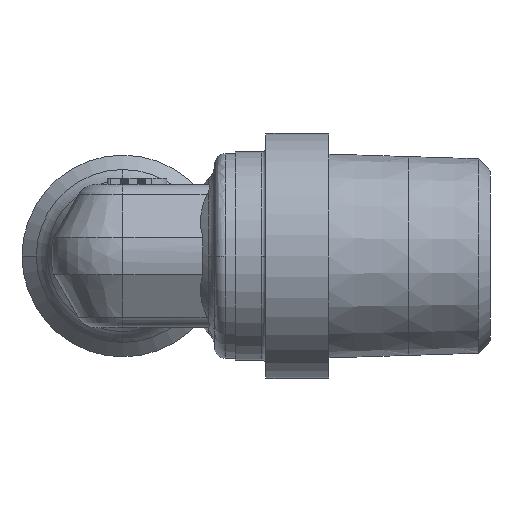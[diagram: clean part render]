
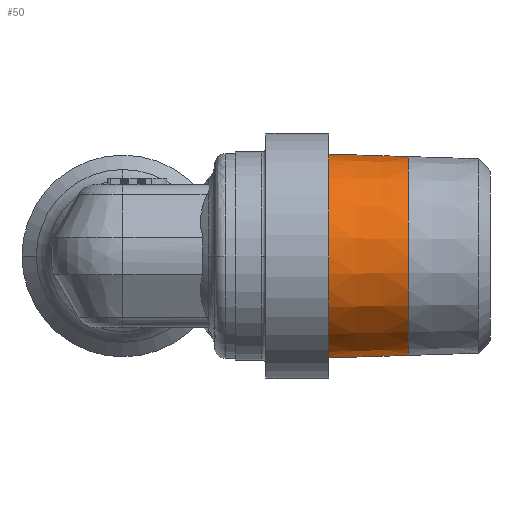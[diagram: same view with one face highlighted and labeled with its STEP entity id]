
A CAD part, left-side view. The second image highlights one B-rep face of the part: STEP entity #50.
In plain terms, the highlighted conical face has half-angle 1.79 degrees and reference radius 4.872 mm.
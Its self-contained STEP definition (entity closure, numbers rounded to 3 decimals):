
#50=ADVANCED_FACE('',(#189),#190,.T.);
#189=FACE_OUTER_BOUND('',#471,.T.);
#190=CONICAL_SURFACE('',#472,4.872,0.031);
#471=EDGE_LOOP('',(#774,#775,#776,#777));
#472=AXIS2_PLACEMENT_3D('',#778,#779,#780);
#774=ORIENTED_EDGE('',*,*,#1847,.F.);
#775=ORIENTED_EDGE('',*,*,#1848,.T.);
#776=ORIENTED_EDGE('',*,*,#1849,.F.);
#777=ORIENTED_EDGE('',*,*,#1850,.F.);
#778=CARTESIAN_POINT('',(0.0,-13.725,0.0));
#779=DIRECTION('',(-0.0,1.0,0.0));
#780=DIRECTION('',(0.,0.0,-1.0));
#1847=EDGE_CURVE('',#2204,#2205,#2206,.T.);
#1848=EDGE_CURVE('',#2204,#2207,#2208,.T.);
#1849=EDGE_CURVE('',#2209,#2207,#2210,.T.);
#1850=EDGE_CURVE('',#2205,#2209,#2211,.T.);
#2204=VERTEX_POINT('',#2800);
#2205=VERTEX_POINT('',#2801);
#2206=LINE('',#2802,#2803);
#2207=VERTEX_POINT('',#2804);
#2208=CIRCLE('',#2805,4.864);
#2209=VERTEX_POINT('',#2806);
#2210=LINE('',#2807,#2808);
#2211=CIRCLE('',#2809,4.986);
#2800=CARTESIAN_POINT('',(0.,-13.963,-4.864));
#2801=CARTESIAN_POINT('',(0.,-10.065,-4.986));
#2802=CARTESIAN_POINT('',(0.,-13.725,-4.872));
#2803=VECTOR('',#4017,1.0);
#2804=CARTESIAN_POINT('',(0.,-13.963,4.864));
#2805=AXIS2_PLACEMENT_3D('',#4018,#4019,#4020);
#2806=CARTESIAN_POINT('',(0.,-10.065,4.986));
#2807=CARTESIAN_POINT('',(0.,-13.725,4.872));
#2808=VECTOR('',#4021,1.0);
#2809=AXIS2_PLACEMENT_3D('',#4022,#4023,#4024);
#4017=DIRECTION('',(0.,1.,-0.031));
#4018=CARTESIAN_POINT('',(0.0,-13.965,0.0));
#4019=DIRECTION('',(0.0,1.0,0.0));
#4020=DIRECTION('',(0.,0.0,-1.0));
#4021=DIRECTION('',(0.,-1.,-0.031));
#4022=CARTESIAN_POINT('',(0.0,-10.065,0.0));
#4023=DIRECTION('',(0.0,1.0,0.0));
#4024=DIRECTION('',(0.,0.0,-1.0));
